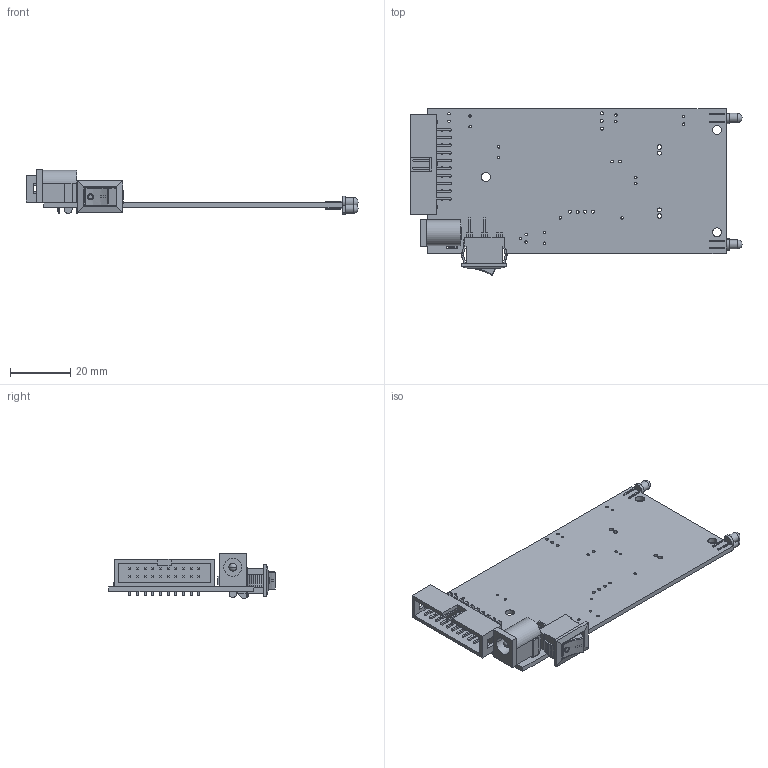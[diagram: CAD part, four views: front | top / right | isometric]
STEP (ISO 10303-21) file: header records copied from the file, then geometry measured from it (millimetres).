
FILE_DESCRIPTION(('KiCad electronic assembly'),'2;1');
FILE_NAME('us01a.step','2019-11-15T11:07:30',('An Author'),('A Company') ,'Open CASCADE STEP processor 6.9','KiCad to STEP converter','Unknown' );
FILE_SCHEMA(('AUTOMOTIVE_DESIGN { 1 0 10303 214 1 1 1 1 }'));
Length unit declared in the file: millimetre
Products named in the file (10): Open CASCADE STEP translator 6.9 1; User_Library-dc_range_-_dc_connector[4840_2201]; COMPOUND; IDC-Header_2x10_P2.54mm_Horizontal; SOLID; LED_D3.0mm; User_Library-KCD11
Assembly tree (11 placements, depth 3):
  Open CASCADE STEP translator 6.9 1
    User_Library-dc_range_-_dc_connector[4840_2201]
      COMPOUND
    IDC-Header_2x10_P2.54mm_Horizontal
      SOLID
    LED_D3.0mm  x3
      SOLID
    User_Library-KCD11
      SOLID
    COMPOUND
Bounding box: 110.18 x 55.18 x 14.85 mm (x, y, z)
Volume: 11040.8 mm3; surface area: 15257.3 mm2
Topology: 8 solids, 8 shells, 794 faces, 1994 edges, 1269 vertices
Faces by surface type: plane 595, cylinder 190, sphere 7, torus 2
Full cylindrical faces by diameter (mm): 0.8 x2, 0.813 x17, 0.914 x22, 1 x6, 1.016 x7, 1.3 x2, 1.5 x2, 3 x6
Entity records: 52731 total; most frequent: CARTESIAN_POINT 9049, DIRECTION 7501, LINE 4899, VECTOR 4899, ORIENTED_EDGE 3838, PCURVE 3838, DEFINITIONAL_REPRESENTATION 3838, EDGE_CURVE 1919
